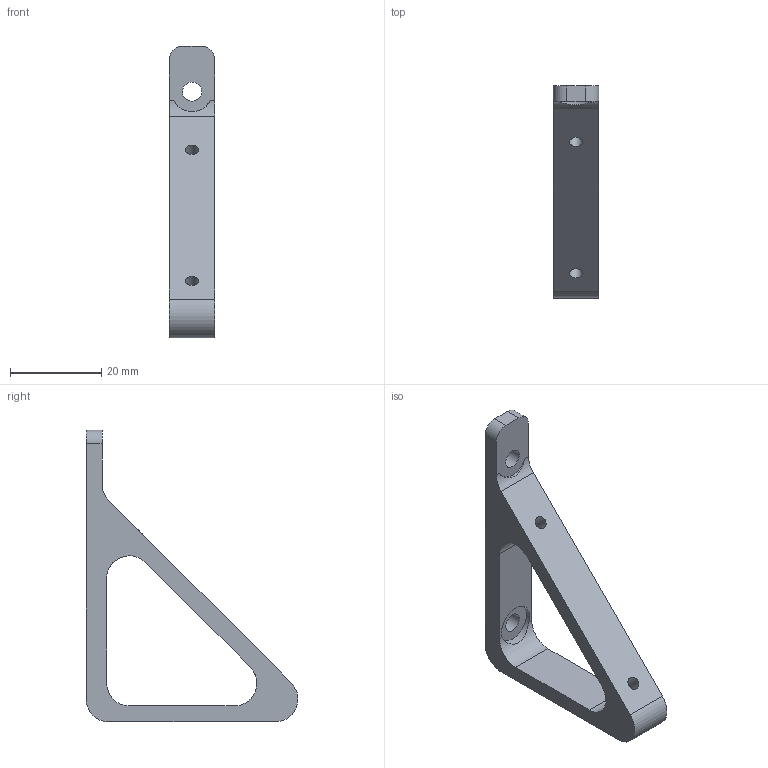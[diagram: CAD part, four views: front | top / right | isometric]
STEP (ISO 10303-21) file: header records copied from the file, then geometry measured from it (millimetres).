
FILE_DESCRIPTION(('FreeCAD Model'),'2;1');
FILE_NAME('Open CASCADE Shape Model','2022-04-22T19:55:49',('Author'),( ''),'Open CASCADE STEP processor 7.5','FreeCAD','Unknown');
FILE_SCHEMA(('AUTOMOTIVE_DESIGN { 1 0 10303 214 1 1 1 1 }'));
Length unit declared in the file: millimetre
Products named in the file (1): stand
Bounding box: 10 x 46.42 x 64 mm (x, y, z)
Volume: 6799.7 mm3; surface area: 4557.5 mm2
Topology: 1 solids, 1 shells, 26 faces, 74 edges, 50 vertices
Faces by surface type: cylinder 14, plane 12
Full cylindrical faces by diameter (mm): 2.8 x2, 4.2 x2, 8.8 x1
Entity records: 2868 total; most frequent: CARTESIAN_POINT 1345, DIRECTION 286, ORIENTED_EDGE 148, LINE 148, VECTOR 148, PCURVE 148, DEFINITIONAL_REPRESENTATION 148, EDGE_CURVE 74
